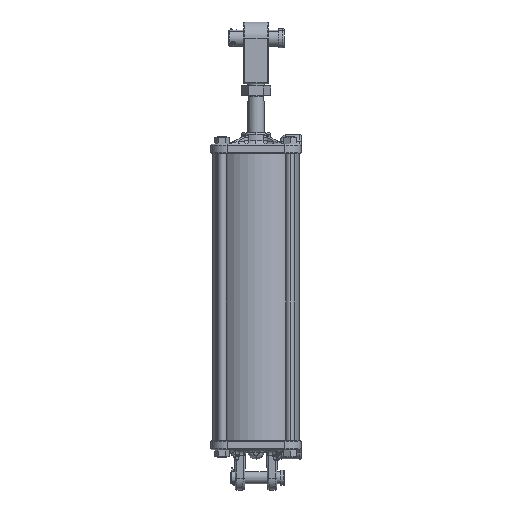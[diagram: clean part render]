
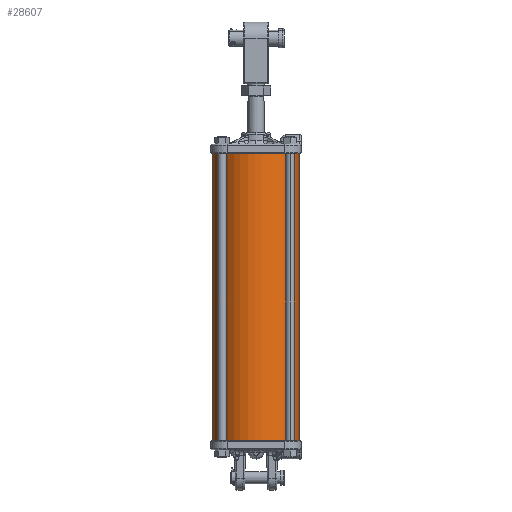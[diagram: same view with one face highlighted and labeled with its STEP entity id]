
A CAD part, front view. The second image highlights one B-rep face of the part: STEP entity #28607.
In plain terms, the highlighted cylindrical face has radius 66.675 mm (diameter 133.35 mm), a partial arc.
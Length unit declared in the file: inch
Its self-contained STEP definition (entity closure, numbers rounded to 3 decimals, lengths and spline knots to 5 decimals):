
#1893 = AXIS2_PLACEMENT_3D ( 'NONE', #8591, #47322, #31166 ) ;
#2284 = EDGE_CURVE ( 'NONE', #31006, #41775, #48879, .T. ) ;
#2468 = CYLINDRICAL_SURFACE ( 'NONE', #18642, 2.625 ) ;
#2909 = EDGE_LOOP ( 'NONE', ( #46291, #22091, #24307, #41670 ) ) ;
#4523 = DIRECTION ( 'NONE',  ( 0., 0., 1. ) ) ;
#6699 = FACE_OUTER_BOUND ( 'NONE', #2909, .T. ) ;
#7415 = DIRECTION ( 'NONE',  ( 0., 0., 1. ) ) ;
#8591 = CARTESIAN_POINT ( 'NONE',  ( 0., 0., -17.75 ) ) ;
#10421 = DIRECTION ( 'NONE',  ( 0., 0., 1. ) ) ;
#12211 = LINE ( 'NONE', #34058, #17742 ) ;
#12959 = VERTEX_POINT ( 'NONE', #43193 ) ;
#17494 = EDGE_CURVE ( 'NONE', #31006, #12959, #40777, .T. ) ;
#17742 = VECTOR ( 'NONE', #4523, 39.37008 ) ;
#18399 = CARTESIAN_POINT ( 'NONE',  ( -2.625, 0., 0. ) ) ;
#18642 = AXIS2_PLACEMENT_3D ( 'NONE', #33227, #10421, #25799 ) ;
#19088 = CIRCLE ( 'NONE', #41277, 2.625 ) ;
#21750 = EDGE_CURVE ( 'NONE', #41775, #44147, #19088, .T. ) ;
#22091 = ORIENTED_EDGE ( 'NONE', *, *, #17494, .T. ) ;
#24307 = ORIENTED_EDGE ( 'NONE', *, *, #45340, .T. ) ;
#25799 = DIRECTION ( 'NONE',  ( 1., 0., 0. ) ) ;
#28607 = ADVANCED_FACE ( 'NONE', ( #6699 ), #2468, .T. ) ;
#28614 = DIRECTION ( 'NONE',  ( 0., 0., 1. ) ) ;
#29982 = CARTESIAN_POINT ( 'NONE',  ( -2.625, 0., -25.29962 ) ) ;
#31006 = VERTEX_POINT ( 'NONE', #46103 ) ;
#31166 = DIRECTION ( 'NONE',  ( -1., 0., 0. ) ) ;
#32334 = DIRECTION ( 'NONE',  ( 1., 0., 0. ) ) ;
#33227 = CARTESIAN_POINT ( 'NONE',  ( 0., 0., -25.29962 ) ) ;
#34058 = CARTESIAN_POINT ( 'NONE',  ( 2.625, 0., -25.29962 ) ) ;
#39597 = VECTOR ( 'NONE', #7415, 39.37008 ) ;
#40777 = CIRCLE ( 'NONE', #1893, 2.625 ) ;
#41277 = AXIS2_PLACEMENT_3D ( 'NONE', #48014, #28614, #32334 ) ;
#41670 = ORIENTED_EDGE ( 'NONE', *, *, #21750, .F. ) ;
#41775 = VERTEX_POINT ( 'NONE', #18399 ) ;
#43193 = CARTESIAN_POINT ( 'NONE',  ( 2.625, 0., -17.75 ) ) ;
#44147 = VERTEX_POINT ( 'NONE', #44247 ) ;
#44247 = CARTESIAN_POINT ( 'NONE',  ( 2.625, 0., 0. ) ) ;
#45340 = EDGE_CURVE ( 'NONE', #12959, #44147, #12211, .T. ) ;
#46103 = CARTESIAN_POINT ( 'NONE',  ( -2.625, 0., -17.75 ) ) ;
#46291 = ORIENTED_EDGE ( 'NONE', *, *, #2284, .F. ) ;
#47322 = DIRECTION ( 'NONE',  ( 0., 0., 1. ) ) ;
#48014 = CARTESIAN_POINT ( 'NONE',  ( 0., 0., 0. ) ) ;
#48879 = LINE ( 'NONE', #29982, #39597 ) ;
